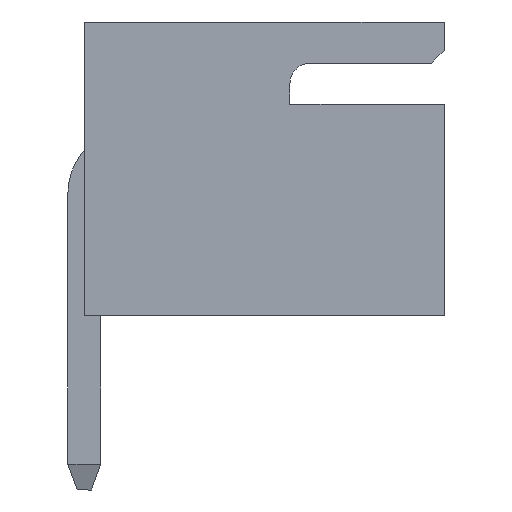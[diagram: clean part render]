
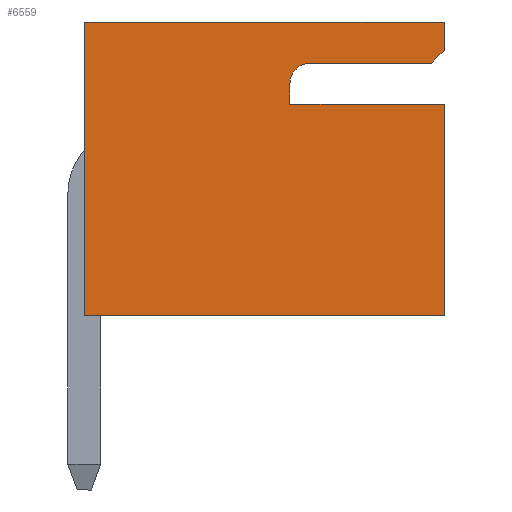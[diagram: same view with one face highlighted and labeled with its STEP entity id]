
A CAD part, left-side view. The second image highlights one B-rep face of the part: STEP entity #6559.
In plain terms, the highlighted planar face has unit normal (-1, 0, 0).
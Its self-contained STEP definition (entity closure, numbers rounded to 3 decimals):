
#93 = DIRECTION ( 'NONE',  ( 0., -1., 0. ) ) ;
#154 = AXIS2_PLACEMENT_3D ( 'NONE', #2516, #6615, #93 ) ;
#357 = EDGE_CURVE ( 'NONE', #13425, #2380, #3977, .T. ) ;
#517 = VERTEX_POINT ( 'NONE', #16011 ) ;
#851 = LINE ( 'NONE', #5833, #3144 ) ;
#1269 = VECTOR ( 'NONE', #3676, 1000. ) ;
#1523 = LINE ( 'NONE', #11470, #1269 ) ;
#1548 = CARTESIAN_POINT ( 'NONE',  ( -5., -1.06, 1.65 ) ) ;
#1611 = CARTESIAN_POINT ( 'NONE',  ( -5., -0.66, 2.05 ) ) ;
#2081 = CARTESIAN_POINT ( 'NONE',  ( -5., -3.41, 2.05 ) ) ;
#2380 = VERTEX_POINT ( 'NONE', #8654 ) ;
#2387 = VERTEX_POINT ( 'NONE', #6023 ) ;
#2516 = CARTESIAN_POINT ( 'NONE',  ( -5., -3.66, -2.85 ) ) ;
#2826 = CARTESIAN_POINT ( 'NONE',  ( -5., -3.41, 2.05 ) ) ;
#2827 = DIRECTION ( 'NONE',  ( 0., 1., 0. ) ) ;
#2923 = EDGE_CURVE ( 'NONE', #13425, #517, #13061, .T. ) ;
#3023 = DIRECTION ( 'NONE',  ( 0., -1., 0. ) ) ;
#3141 = EDGE_CURVE ( 'NONE', #10909, #12660, #1523, .T. ) ;
#3144 = VECTOR ( 'NONE', #9599, 1000. ) ;
#3676 = DIRECTION ( 'NONE',  ( 0., -1., 0. ) ) ;
#3713 = ORIENTED_EDGE ( 'NONE', *, *, #9718, .T. ) ;
#3976 = DIRECTION ( 'NONE',  ( 0., -0.707, 0.707 ) ) ;
#3977 = LINE ( 'NONE', #9023, #13035 ) ;
#4063 = CARTESIAN_POINT ( 'NONE',  ( -5., -0.66, 1.25 ) ) ;
#4134 = ORIENTED_EDGE ( 'NONE', *, *, #357, .T. ) ;
#4138 = ORIENTED_EDGE ( 'NONE', *, *, #5039, .T. ) ;
#4216 = ORIENTED_EDGE ( 'NONE', *, *, #4775, .T. ) ;
#4311 = ORIENTED_EDGE ( 'NONE', *, *, #11562, .F. ) ;
#4534 = CARTESIAN_POINT ( 'NONE',  ( -5., -3.66, 2.85 ) ) ;
#4775 = EDGE_CURVE ( 'NONE', #2387, #10906, #9075, .T. ) ;
#5039 = EDGE_CURVE ( 'NONE', #10906, #8576, #5049, .T. ) ;
#5049 = LINE ( 'NONE', #13662, #8547 ) ;
#5198 = CARTESIAN_POINT ( 'NONE',  ( -5., -3.66, -2.85 ) ) ;
#5282 = LINE ( 'NONE', #8637, #5679 ) ;
#5544 = CARTESIAN_POINT ( 'NONE',  ( -5., -1.06, 2.05 ) ) ;
#5674 = AXIS2_PLACEMENT_3D ( 'NONE', #1548, #7951, #3023 ) ;
#5679 = VECTOR ( 'NONE', #13579, 1000. ) ;
#5762 = CARTESIAN_POINT ( 'NONE',  ( -5., -3.66, 1.25 ) ) ;
#5833 = CARTESIAN_POINT ( 'NONE',  ( -5., -3.66, -2.85 ) ) ;
#6023 = CARTESIAN_POINT ( 'NONE',  ( -5., -0.66, 1.65 ) ) ;
#6196 = VECTOR ( 'NONE', #3976, 1000. ) ;
#6264 = EDGE_LOOP ( 'NONE', ( #4138, #3713, #6641, #4134, #13212, #4311, #11033, #15845, #9172, #4216 ) ) ;
#6457 = LINE ( 'NONE', #14927, #7249 ) ;
#6559 = ADVANCED_FACE ( 'NONE', ( #8744 ), #12627, .F. ) ;
#6615 = DIRECTION ( 'NONE',  ( 1., 0., 0. ) ) ;
#6641 = ORIENTED_EDGE ( 'NONE', *, *, #2923, .F. ) ;
#6660 = CARTESIAN_POINT ( 'NONE',  ( -5., 3.34, -2.85 ) ) ;
#6763 = VECTOR ( 'NONE', #6879, 1000. ) ;
#6879 = DIRECTION ( 'NONE',  ( 0., 0., -1. ) ) ;
#6971 = VECTOR ( 'NONE', #11639, 1000. ) ;
#7249 = VECTOR ( 'NONE', #15255, 1000. ) ;
#7736 = LINE ( 'NONE', #2826, #6196 ) ;
#7951 = DIRECTION ( 'NONE',  ( 1., 0., 0. ) ) ;
#8014 = LINE ( 'NONE', #1611, #6971 ) ;
#8547 = VECTOR ( 'NONE', #15079, 1000. ) ;
#8576 = VERTEX_POINT ( 'NONE', #2081 ) ;
#8637 = CARTESIAN_POINT ( 'NONE',  ( -5., 3.34, -2.85 ) ) ;
#8654 = CARTESIAN_POINT ( 'NONE',  ( -5., 3.34, 2.85 ) ) ;
#8744 = FACE_OUTER_BOUND ( 'NONE', #6264, .T. ) ;
#8866 = EDGE_CURVE ( 'NONE', #12660, #12770, #851, .T. ) ;
#9023 = CARTESIAN_POINT ( 'NONE',  ( -5., -3.66, 2.85 ) ) ;
#9075 = CIRCLE ( 'NONE', #5674, 0.4 ) ;
#9172 = ORIENTED_EDGE ( 'NONE', *, *, #15884, .F. ) ;
#9312 = CARTESIAN_POINT ( 'NONE',  ( -5., -3.66, -2.85 ) ) ;
#9599 = DIRECTION ( 'NONE',  ( 0., 0., -1. ) ) ;
#9718 = EDGE_CURVE ( 'NONE', #8576, #517, #7736, .T. ) ;
#9747 = VERTEX_POINT ( 'NONE', #6660 ) ;
#10906 = VERTEX_POINT ( 'NONE', #5544 ) ;
#10909 = VERTEX_POINT ( 'NONE', #4063 ) ;
#11033 = ORIENTED_EDGE ( 'NONE', *, *, #8866, .F. ) ;
#11470 = CARTESIAN_POINT ( 'NONE',  ( -5., -0.66, 1.25 ) ) ;
#11562 = EDGE_CURVE ( 'NONE', #12770, #9747, #6457, .T. ) ;
#11639 = DIRECTION ( 'NONE',  ( 0., 0., -1. ) ) ;
#11798 = EDGE_CURVE ( 'NONE', #2380, #9747, #5282, .T. ) ;
#12627 = PLANE ( 'NONE',  #154 ) ;
#12660 = VERTEX_POINT ( 'NONE', #5762 ) ;
#12770 = VERTEX_POINT ( 'NONE', #5198 ) ;
#13035 = VECTOR ( 'NONE', #2827, 1000. ) ;
#13061 = LINE ( 'NONE', #9312, #6763 ) ;
#13212 = ORIENTED_EDGE ( 'NONE', *, *, #11798, .T. ) ;
#13425 = VERTEX_POINT ( 'NONE', #4534 ) ;
#13579 = DIRECTION ( 'NONE',  ( 0., 0., -1. ) ) ;
#13662 = CARTESIAN_POINT ( 'NONE',  ( -5., -0.66, 2.05 ) ) ;
#14927 = CARTESIAN_POINT ( 'NONE',  ( -5., -3.66, -2.85 ) ) ;
#15079 = DIRECTION ( 'NONE',  ( 0., -1., 0. ) ) ;
#15255 = DIRECTION ( 'NONE',  ( 0., 1., 0. ) ) ;
#15845 = ORIENTED_EDGE ( 'NONE', *, *, #3141, .F. ) ;
#15884 = EDGE_CURVE ( 'NONE', #2387, #10909, #8014, .T. ) ;
#16011 = CARTESIAN_POINT ( 'NONE',  ( -5., -3.66, 2.3 ) ) ;
